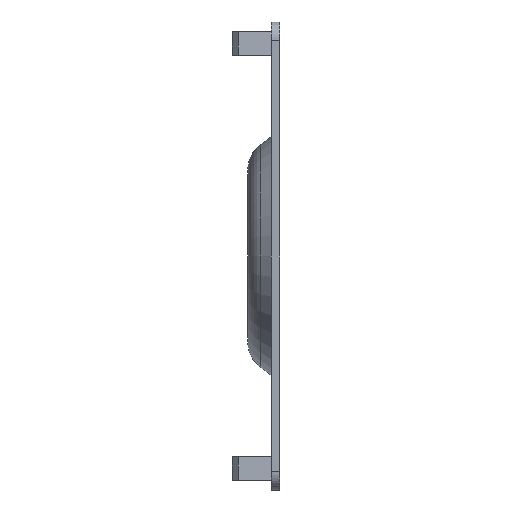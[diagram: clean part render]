
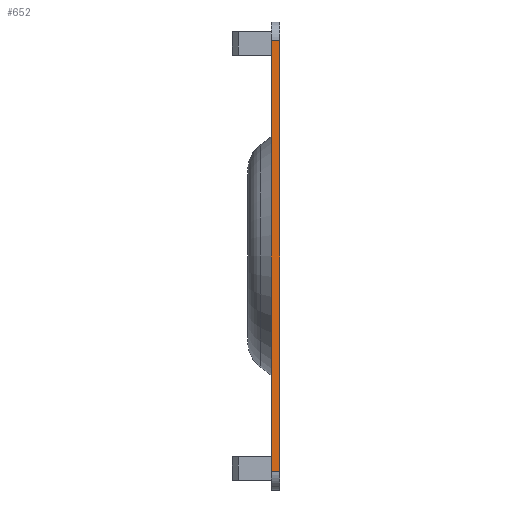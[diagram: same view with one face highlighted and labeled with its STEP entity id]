
A CAD part, left-side view. The second image highlights one B-rep face of the part: STEP entity #652.
In plain terms, the highlighted planar face has unit normal (-1, 0, 0).
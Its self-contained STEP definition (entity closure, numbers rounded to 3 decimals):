
#6 = PLANE ( 'NONE',  #1107 ) ;
#13 = EDGE_CURVE ( 'NONE', #38, #1215, #511, .T. ) ;
#38 = VERTEX_POINT ( 'NONE', #1459 ) ;
#65 = DIRECTION ( 'NONE',  ( 0., 0., -1. ) ) ;
#96 = ORIENTED_EDGE ( 'NONE', *, *, #467, .T. ) ;
#105 = CARTESIAN_POINT ( 'NONE',  ( -18.381, 0.45, 0. ) ) ;
#120 = DIRECTION ( 'NONE',  ( 0., 0., -1. ) ) ;
#134 = VECTOR ( 'NONE', #549, 1000. ) ;
#262 = CARTESIAN_POINT ( 'NONE',  ( -18.381, 0., -11.52 ) ) ;
#299 = ORIENTED_EDGE ( 'NONE', *, *, #13, .F. ) ;
#415 = EDGE_CURVE ( 'NONE', #1866, #664, #1213, .T. ) ;
#435 = CARTESIAN_POINT ( 'NONE',  ( -18.381, 0.45, 11.52 ) ) ;
#447 = CARTESIAN_POINT ( 'NONE',  ( -18.381, 0.45, 0. ) ) ;
#467 = EDGE_CURVE ( 'NONE', #38, #1866, #1165, .T. ) ;
#468 = VECTOR ( 'NONE', #65, 1000. ) ;
#511 = LINE ( 'NONE', #435, #1191 ) ;
#542 = CARTESIAN_POINT ( 'NONE',  ( -18.381, 0.45, -11.52 ) ) ;
#549 = DIRECTION ( 'NONE',  ( 0., -1., 0. ) ) ;
#610 = LINE ( 'NONE', #1644, #468 ) ;
#652 = ADVANCED_FACE ( 'NONE', ( #964 ), #6, .T. ) ;
#664 = VERTEX_POINT ( 'NONE', #262 ) ;
#734 = EDGE_LOOP ( 'NONE', ( #1488, #299, #96, #857 ) ) ;
#857 = ORIENTED_EDGE ( 'NONE', *, *, #415, .T. ) ;
#887 = DIRECTION ( 'NONE',  ( 0., 0., 1. ) ) ;
#964 = FACE_OUTER_BOUND ( 'NONE', #734, .T. ) ;
#992 = DIRECTION ( 'NONE',  ( -1., 0., 0. ) ) ;
#1107 = AXIS2_PLACEMENT_3D ( 'NONE', #447, #992, #887 ) ;
#1165 = LINE ( 'NONE', #105, #1673 ) ;
#1191 = VECTOR ( 'NONE', #1434, 1000. ) ;
#1213 = LINE ( 'NONE', #1389, #134 ) ;
#1215 = VERTEX_POINT ( 'NONE', #1381 ) ;
#1381 = CARTESIAN_POINT ( 'NONE',  ( -18.381, 0., 11.52 ) ) ;
#1389 = CARTESIAN_POINT ( 'NONE',  ( -18.381, 0.45, -11.52 ) ) ;
#1434 = DIRECTION ( 'NONE',  ( 0., -1., 0. ) ) ;
#1459 = CARTESIAN_POINT ( 'NONE',  ( -18.381, 0.45, 11.52 ) ) ;
#1488 = ORIENTED_EDGE ( 'NONE', *, *, #1552, .F. ) ;
#1552 = EDGE_CURVE ( 'NONE', #1215, #664, #610, .T. ) ;
#1644 = CARTESIAN_POINT ( 'NONE',  ( -18.381, 0., 0. ) ) ;
#1673 = VECTOR ( 'NONE', #120, 1000. ) ;
#1866 = VERTEX_POINT ( 'NONE', #542 ) ;
